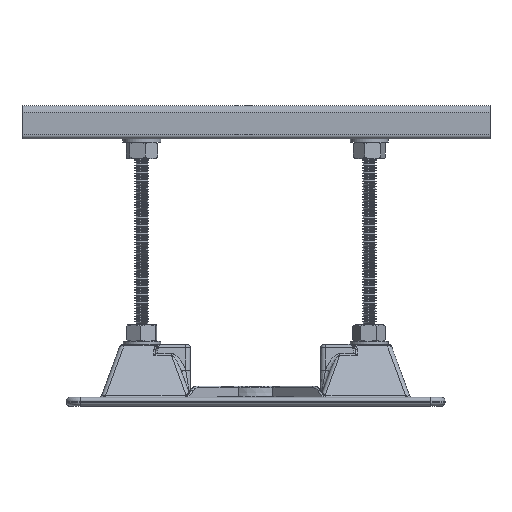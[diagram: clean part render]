
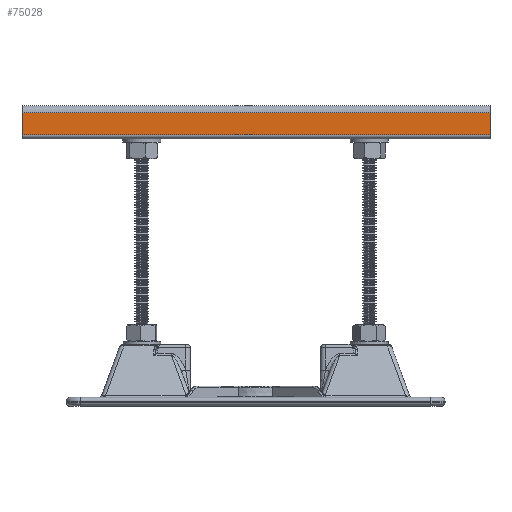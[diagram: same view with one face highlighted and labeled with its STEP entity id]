
A CAD part, top view. The second image highlights one B-rep face of the part: STEP entity #75028.
In plain terms, the highlighted face is planar.
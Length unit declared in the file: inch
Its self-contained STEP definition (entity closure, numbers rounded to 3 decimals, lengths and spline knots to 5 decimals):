
#74970=CARTESIAN_POINT('',(0.8125,-0.252,12.3523));
#74971=VERTEX_POINT('',#74970);
#74980=CARTESIAN_POINT('',(0.8125,-0.252,0.0));
#74981=VERTEX_POINT('',#74980);
#74989=CARTESIAN_POINT('',(0.8125,-0.252,12.3523));
#74990=DIRECTION('',(0.0,0.0,-1.0));
#74991=VECTOR('',#74990,12.3523);
#74992=LINE('',#74989,#74991);
#74993=EDGE_CURVE('',#74971,#74981,#74992,.T.);
#74998=CARTESIAN_POINT('',(0.8125,-0.252,35.6916));
#74999=DIRECTION('',(-1.0,0.0,0.0));
#75000=DIRECTION('',(0.0,0.0,1.0));
#75001=AXIS2_PLACEMENT_3D('',#74998,#74999,#75000);
#75002=PLANE('',#75001);
#75003=CARTESIAN_POINT('',(0.8125,0.3295,12.3523));
#75004=VERTEX_POINT('',#75003);
#75005=CARTESIAN_POINT('',(0.8125,-0.252,12.3523));
#75006=DIRECTION('',(0.0,1.0,0.0));
#75007=VECTOR('',#75006,0.5815);
#75008=LINE('',#75005,#75007);
#75009=EDGE_CURVE('',#74971,#75004,#75008,.T.);
#75010=ORIENTED_EDGE('',*,*,#75009,.F.);
#75011=ORIENTED_EDGE('',*,*,#74993,.T.);
#75012=CARTESIAN_POINT('',(0.8125,0.3295,0.0));
#75013=VERTEX_POINT('',#75012);
#75014=CARTESIAN_POINT('',(0.8125,-0.252,0.0));
#75015=DIRECTION('',(0.0,1.0,0.0));
#75016=VECTOR('',#75015,0.5815);
#75017=LINE('',#75014,#75016);
#75018=EDGE_CURVE('',#74981,#75013,#75017,.T.);
#75019=ORIENTED_EDGE('',*,*,#75018,.T.);
#75020=CARTESIAN_POINT('',(0.8125,0.3295,12.3523));
#75021=DIRECTION('',(0.0,0.0,-1.0));
#75022=VECTOR('',#75021,12.3523);
#75023=LINE('',#75020,#75022);
#75024=EDGE_CURVE('',#75004,#75013,#75023,.T.);
#75025=ORIENTED_EDGE('',*,*,#75024,.F.);
#75026=EDGE_LOOP('',(#75010,#75011,#75019,#75025));
#75027=FACE_OUTER_BOUND('',#75026,.T.);
#75028=ADVANCED_FACE('',(#75027),#75002,.F.);
